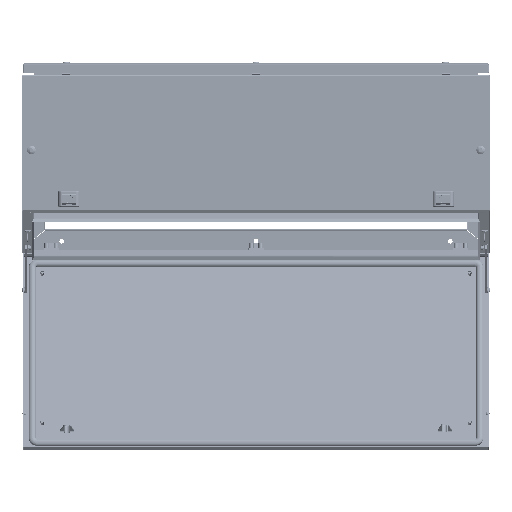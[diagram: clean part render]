
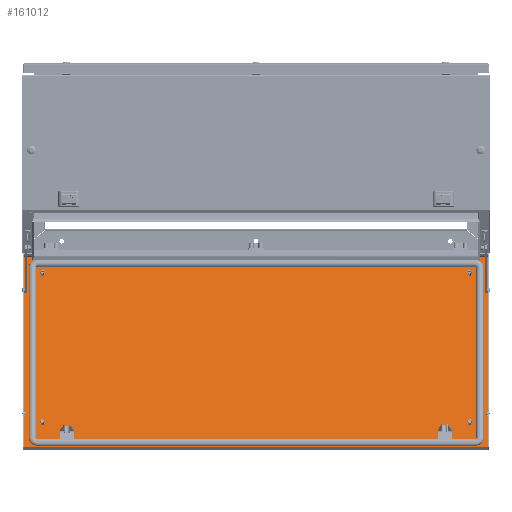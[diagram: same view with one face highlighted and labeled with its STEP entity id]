
A CAD part, top view. The second image highlights one B-rep face of the part: STEP entity #161012.
In plain terms, the highlighted face is planar.
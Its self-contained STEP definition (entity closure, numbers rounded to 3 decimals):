
#9331 = LINE ( 'NONE', #44355, #9339 ) ;
#9334 = LINE ( 'NONE', #44364, #9337 ) ;
#9336 = LINE ( 'NONE', #44353, #9341 ) ;
#9337 = VECTOR ( 'NONE', #44368, 1000. ) ;
#9338 = LINE ( 'NONE', #44366, #9343 ) ;
#9339 = VECTOR ( 'NONE', #44370, 1000. ) ;
#9341 = VECTOR ( 'NONE', #44375, 1000. ) ;
#9343 = VECTOR ( 'NONE', #44380, 1000. ) ;
#12171 = ORIENTED_EDGE ( 'NONE', *, *, #130992, .F. ) ;
#12172 = ORIENTED_EDGE ( 'NONE', *, *, #130993, .F. ) ;
#12173 = ORIENTED_EDGE ( 'NONE', *, *, #130994, .F. ) ;
#12174 = ORIENTED_EDGE ( 'NONE', *, *, #130995, .F. ) ;
#25453 = VERTEX_POINT ( 'NONE', #144742 ) ;
#25455 = VERTEX_POINT ( 'NONE', #144748 ) ;
#25459 = VERTEX_POINT ( 'NONE', #144754 ) ;
#25469 = VERTEX_POINT ( 'NONE', #144768 ) ;
#31869 = CARTESIAN_POINT ( 'NONE',  ( -219.5, -496.5, 2. ) ) ;
#31893 = PLANE ( 'NONE',  #154303 ) ;
#31899 = DIRECTION ( 'NONE',  ( 0., 0., 1. ) ) ;
#31902 = DIRECTION ( 'NONE',  ( 1., 0., 0. ) ) ;
#44353 = CARTESIAN_POINT ( 'NONE',  ( -219.5, 495.5, 2. ) ) ;
#44355 = CARTESIAN_POINT ( 'NONE',  ( 218.5, 495.5, 2. ) ) ;
#44364 = CARTESIAN_POINT ( 'NONE',  ( 219.5, -495.5, 2. ) ) ;
#44366 = CARTESIAN_POINT ( 'NONE',  ( -218.5, -495.5, 2. ) ) ;
#44368 = DIRECTION ( 'NONE',  ( -1., 0., 0. ) ) ;
#44370 = DIRECTION ( 'NONE',  ( 0., -1., 0. ) ) ;
#44375 = DIRECTION ( 'NONE',  ( 1., 0., 0. ) ) ;
#44380 = DIRECTION ( 'NONE',  ( 0., 1., 0. ) ) ;
#130992 = EDGE_CURVE ( 'NONE', #25455, #25453, #9334, .T. ) ;
#130993 = EDGE_CURVE ( 'NONE', #25459, #25455, #9331, .T. ) ;
#130994 = EDGE_CURVE ( 'NONE', #25469, #25459, #9336, .T. ) ;
#130995 = EDGE_CURVE ( 'NONE', #25453, #25469, #9338, .T. ) ;
#137495 = FACE_OUTER_BOUND ( 'NONE', #153006, .T. ) ;
#144742 = CARTESIAN_POINT ( 'NONE',  ( -218.5, -495.5, 2. ) ) ;
#144748 = CARTESIAN_POINT ( 'NONE',  ( 218.5, -495.5, 2. ) ) ;
#144754 = CARTESIAN_POINT ( 'NONE',  ( 218.5, 495.5, 2. ) ) ;
#144768 = CARTESIAN_POINT ( 'NONE',  ( -218.5, 495.5, 2. ) ) ;
#153006 = EDGE_LOOP ( 'NONE', ( #12171, #12172, #12173, #12174 ) ) ;
#154303 = AXIS2_PLACEMENT_3D ( 'NONE', #31869, #31899, #31902 ) ;
#161012 = ADVANCED_FACE ( 'NONE', ( #137495 ), #31893, .T. ) ;
